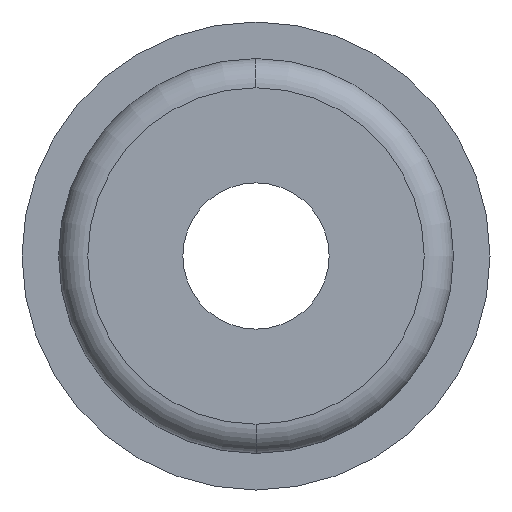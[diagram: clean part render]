
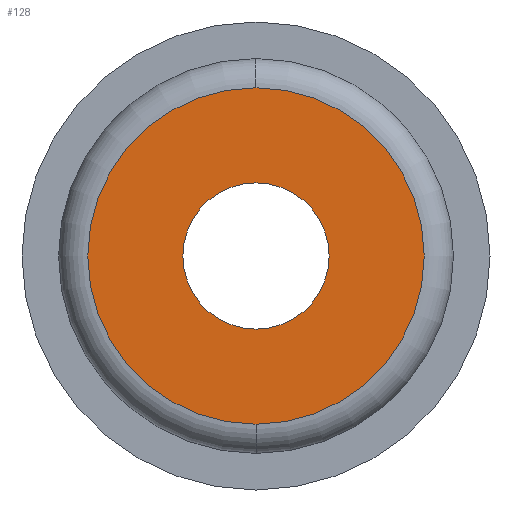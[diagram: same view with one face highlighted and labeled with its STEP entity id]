
A CAD part, front view. The second image highlights one B-rep face of the part: STEP entity #128.
In plain terms, the highlighted planar face has unit normal (0, -1, 0).
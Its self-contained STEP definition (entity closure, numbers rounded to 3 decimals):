
#128=ADVANCED_FACE('',(#278,#279),#280,.T.);
#278=FACE_BOUND('',#445,.T.);
#279=FACE_OUTER_BOUND('',#446,.T.);
#280=PLANE('',#447);
#445=EDGE_LOOP('',(#737,#738));
#446=EDGE_LOOP('',(#739,#740,#741));
#447=AXIS2_PLACEMENT_3D('',#742,#743,#744);
#737=ORIENTED_EDGE('',*,*,#946,.T.);
#738=ORIENTED_EDGE('',*,*,#1035,.T.);
#739=ORIENTED_EDGE('',*,*,#1036,.F.);
#740=ORIENTED_EDGE('',*,*,#1037,.F.);
#741=ORIENTED_EDGE('',*,*,#980,.F.);
#742=CARTESIAN_POINT('',(2.875,0.0,0.0));
#743=DIRECTION('',(-0.0,-1.0,-0.0));
#744=DIRECTION('',(-1.0,0.0,0.0));
#946=EDGE_CURVE('',#1117,#1115,#1118,.T.);
#980=EDGE_CURVE('',#1172,#1165,#1174,.T.);
#1035=EDGE_CURVE('',#1115,#1117,#1248,.T.);
#1036=EDGE_CURVE('',#1249,#1172,#1250,.T.);
#1037=EDGE_CURVE('',#1165,#1249,#1251,.T.);
#1115=VERTEX_POINT('',#1337);
#1117=VERTEX_POINT('',#1340);
#1118=CIRCLE('',#1341,2.5);
#1165=VERTEX_POINT('',#1395);
#1172=VERTEX_POINT('',#1402);
#1174=CIRCLE('',#1404,5.75);
#1248=CIRCLE('',#1496,2.5);
#1249=VERTEX_POINT('',#1497);
#1250=CIRCLE('',#1498,5.75);
#1251=CIRCLE('',#1499,5.75);
#1337=CARTESIAN_POINT('',(2.5,0.0,0.));
#1340=CARTESIAN_POINT('',(-2.5,0.0,0.));
#1341=AXIS2_PLACEMENT_3D('',#1584,#1585,#1586);
#1395=CARTESIAN_POINT('',(0.,0.0,5.75));
#1402=CARTESIAN_POINT('',(0.,0.0,-5.75));
#1404=AXIS2_PLACEMENT_3D('',#1651,#1652,#1653);
#1496=AXIS2_PLACEMENT_3D('',#1732,#1733,#1734);
#1497=CARTESIAN_POINT('',(5.75,0.0,0.0));
#1498=AXIS2_PLACEMENT_3D('',#1735,#1736,#1737);
#1499=AXIS2_PLACEMENT_3D('',#1738,#1739,#1740);
#1584=CARTESIAN_POINT('',(0.0,0.0,0.0));
#1585=DIRECTION('',(-0.0,1.0,0.0));
#1586=DIRECTION('',(1.0,0.0,0.0));
#1651=CARTESIAN_POINT('',(0.0,0.0,0.0));
#1652=DIRECTION('',(-0.0,1.0,0.0));
#1653=DIRECTION('',(1.0,0.0,0.0));
#1732=CARTESIAN_POINT('',(0.0,0.0,0.0));
#1733=DIRECTION('',(-0.0,1.0,0.0));
#1734=DIRECTION('',(1.0,0.0,0.0));
#1735=CARTESIAN_POINT('',(0.0,0.0,0.0));
#1736=DIRECTION('',(-0.0,1.0,0.0));
#1737=DIRECTION('',(1.0,0.0,0.0));
#1738=CARTESIAN_POINT('',(0.0,0.0,0.0));
#1739=DIRECTION('',(-0.0,1.0,0.0));
#1740=DIRECTION('',(1.0,0.0,0.0));
